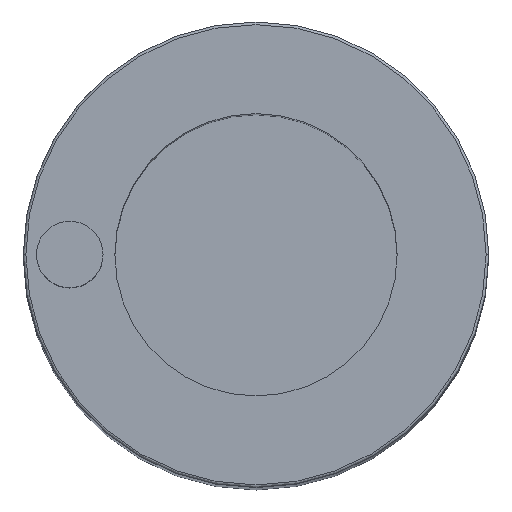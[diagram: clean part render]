
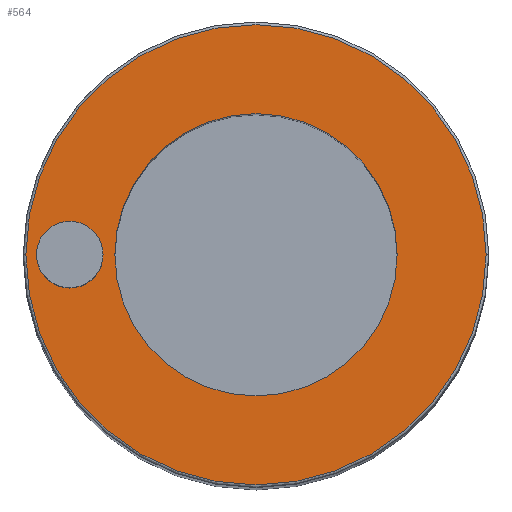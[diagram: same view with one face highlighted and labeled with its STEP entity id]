
A CAD part, top view. The second image highlights one B-rep face of the part: STEP entity #564.
In plain terms, the highlighted planar face has unit normal (0, 0, 1).
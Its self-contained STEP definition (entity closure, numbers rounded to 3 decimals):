
#217=CARTESIAN_POINT('',(0.,0.,184.));
#218=DIRECTION('',(0.,0.,1.));
#219=DIRECTION('',(1.,0.,0.));
#220=AXIS2_PLACEMENT_3D('',#217,#218,#219);
#225=CARTESIAN_POINT('',(0.,0.,184.));
#226=DIRECTION('',(0.,0.,1.));
#227=DIRECTION('',(-1.,0.,0.));
#228=AXIS2_PLACEMENT_3D('',#225,#226,#227);
#233=CARTESIAN_POINT('',(-14.,0.,184.));
#234=DIRECTION('',(0.,0.,1.));
#235=DIRECTION('',(1.,0.,0.));
#236=AXIS2_PLACEMENT_3D('',#233,#234,#235);
#241=CARTESIAN_POINT('',(-14.,0.,184.));
#242=DIRECTION('',(0.,0.,1.));
#243=DIRECTION('',(-1.,0.,0.));
#244=AXIS2_PLACEMENT_3D('',#241,#242,#243);
#249=CARTESIAN_POINT('',(0.,0.,184.));
#250=DIRECTION('',(0.,0.,1.));
#251=DIRECTION('',(-1.,0.,0.));
#252=AXIS2_PLACEMENT_3D('',#249,#250,#251);
#257=CARTESIAN_POINT('',(0.,0.,184.));
#258=DIRECTION('',(0.,0.,1.));
#259=DIRECTION('',(1.,0.,0.));
#260=AXIS2_PLACEMENT_3D('',#257,#258,#259);
#364=CARTESIAN_POINT('',(10.612,0.,184.));
#365=CARTESIAN_POINT('',(-10.612,0.,184.));
#366=VERTEX_POINT('',#364);
#367=VERTEX_POINT('',#365);
#372=CARTESIAN_POINT('',(-11.5,0.,184.));
#373=CARTESIAN_POINT('',(-16.5,0.,184.));
#374=VERTEX_POINT('',#372);
#375=VERTEX_POINT('',#373);
#376=CARTESIAN_POINT('',(-17.3,0.,184.));
#377=CARTESIAN_POINT('',(17.3,0.,184.));
#378=VERTEX_POINT('',#376);
#379=VERTEX_POINT('',#377);
#542=CARTESIAN_POINT('',(0.,0.,184.));
#543=DIRECTION('',(0.,0.,1.));
#544=DIRECTION('',(1.,0.,0.));
#545=AXIS2_PLACEMENT_3D('',#542,#543,#544);
#546=PLANE('',#545);
#548=ORIENTED_EDGE('',*,*,#547,.F.);
#549=ORIENTED_EDGE('',*,*,#532,.F.);
#550=EDGE_LOOP('',(#548,#549));
#551=FACE_OUTER_BOUND('',#550,.F.);
#553=ORIENTED_EDGE('',*,*,#552,.T.);
#555=ORIENTED_EDGE('',*,*,#554,.T.);
#556=EDGE_LOOP('',(#553,#555));
#557=FACE_BOUND('',#556,.F.);
#559=ORIENTED_EDGE('',*,*,#558,.T.);
#561=ORIENTED_EDGE('',*,*,#560,.T.);
#562=EDGE_LOOP('',(#559,#561));
#563=FACE_BOUND('',#562,.F.);
#564=ADVANCED_FACE('',(#551,#557,#563),#546,.T.);
#221=CIRCLE('',#220,10.612);
#229=CIRCLE('',#228,10.612);
#237=CIRCLE('',#236,2.5);
#245=CIRCLE('',#244,2.5);
#253=CIRCLE('',#252,17.3);
#261=CIRCLE('',#260,17.3);
#532=EDGE_CURVE('',#379,#378,#261,.T.);
#547=EDGE_CURVE('',#378,#379,#253,.T.);
#552=EDGE_CURVE('',#366,#367,#221,.T.);
#554=EDGE_CURVE('',#367,#366,#229,.T.);
#558=EDGE_CURVE('',#374,#375,#237,.T.);
#560=EDGE_CURVE('',#375,#374,#245,.T.);
